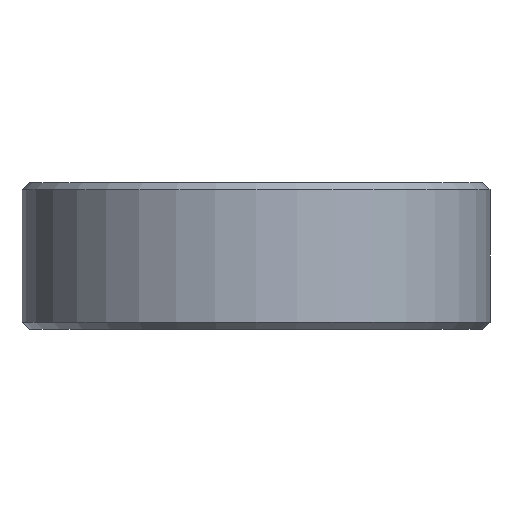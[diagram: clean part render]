
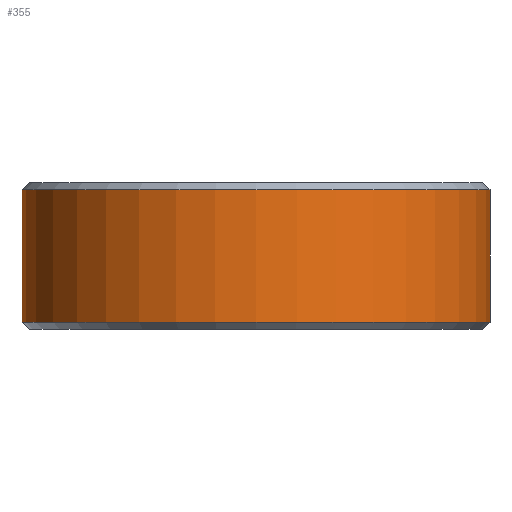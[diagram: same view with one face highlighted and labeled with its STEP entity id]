
A CAD part, front view. The second image highlights one B-rep face of the part: STEP entity #355.
In plain terms, the highlighted cylindrical face has radius 7.938 mm (diameter 15.875 mm), a full revolution.
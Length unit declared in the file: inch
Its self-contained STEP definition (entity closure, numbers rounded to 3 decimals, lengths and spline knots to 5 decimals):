
#65=FACE_BOUND('',#126,.T.);
#89=FACE_OUTER_BOUND('',#125,.T.);
#125=EDGE_LOOP('',(#285));
#126=EDGE_LOOP('',(#286));
#178=CIRCLE('',#405,0.3125);
#179=CIRCLE('',#407,0.3125);
#210=VERTEX_POINT('',#605);
#211=VERTEX_POINT('',#608);
#250=EDGE_CURVE('',#210,#210,#178,.T.);
#251=EDGE_CURVE('',#211,#211,#179,.T.);
#285=ORIENTED_EDGE('',*,*,#250,.T.);
#286=ORIENTED_EDGE('',*,*,#251,.F.);
#343=CYLINDRICAL_SURFACE('',#406,0.3125);
#355=ADVANCED_FACE('',(#89,#65),#343,.T.);
#405=AXIS2_PLACEMENT_3D('',#606,#480,#481);
#406=AXIS2_PLACEMENT_3D('',#607,#482,#483);
#407=AXIS2_PLACEMENT_3D('',#609,#484,#485);
#480=DIRECTION('center_axis',(0.,0.,1.));
#481=DIRECTION('ref_axis',(1.,0.,0.));
#482=DIRECTION('center_axis',(0.,0.,1.));
#483=DIRECTION('ref_axis',(1.,0.,0.));
#484=DIRECTION('center_axis',(0.,0.,1.));
#485=DIRECTION('ref_axis',(1.,0.,0.));
#605=CARTESIAN_POINT('',(0.3125,0.,-0.0882));
#606=CARTESIAN_POINT('Origin',(0.,0.,-0.0882));
#607=CARTESIAN_POINT('Origin',(0.,0.,0.098));
#608=CARTESIAN_POINT('',(0.3125,0.,0.0882));
#609=CARTESIAN_POINT('Origin',(0.,0.,0.0882));
